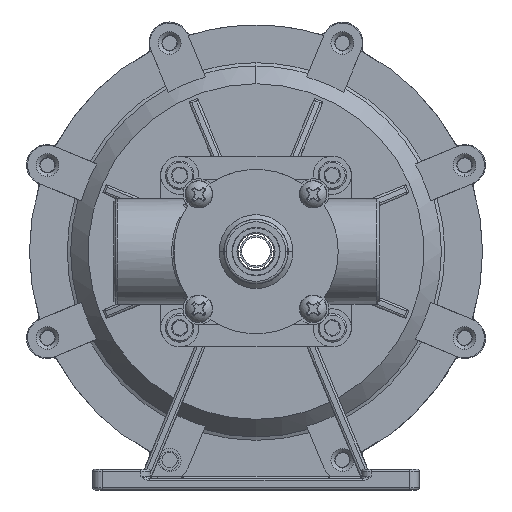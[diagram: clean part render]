
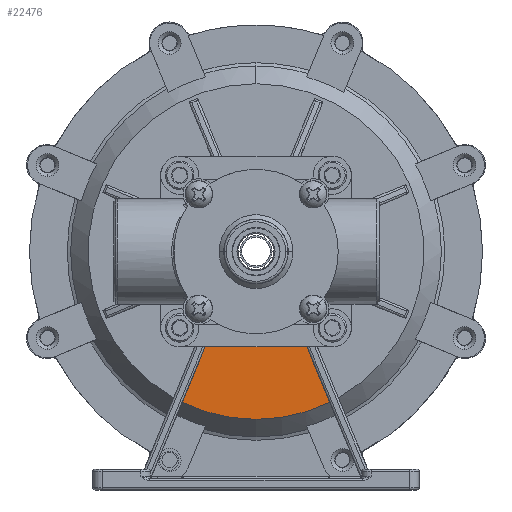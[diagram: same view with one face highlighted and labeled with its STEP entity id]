
A CAD part, front view. The second image highlights one B-rep face of the part: STEP entity #22476.
In plain terms, the highlighted planar face has unit normal (0, -1, 0).
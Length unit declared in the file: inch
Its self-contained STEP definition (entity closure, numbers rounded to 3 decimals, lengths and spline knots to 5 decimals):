
#466 = EDGE_CURVE ( 'NONE', #4029, #13935, #5886, .T. ) ;
#3376 = ORIENTED_EDGE ( 'NONE', *, *, #12353, .F. ) ;
#4029 = VERTEX_POINT ( 'NONE', #18717 ) ;
#4264 = ORIENTED_EDGE ( 'NONE', *, *, #466, .F. ) ;
#4480 = CARTESIAN_POINT ( 'NONE',  ( -0.28613, 0.167, -0.33148 ) ) ;
#5192 = LINE ( 'NONE', #19487, #44805 ) ;
#5886 = CIRCLE ( 'NONE', #15837, 2.2 ) ;
#8579 = EDGE_CURVE ( 'NONE', #4029, #37064, #5192, .T. ) ;
#9005 = DIRECTION ( 'NONE',  ( -0.383, 0., 0.924 ) ) ;
#12353 = EDGE_CURVE ( 'NONE', #56274, #37064, #33048, .T. ) ;
#12412 = DIRECTION ( 'NONE',  ( 0., 1., 0. ) ) ;
#13036 = DIRECTION ( 'NONE',  ( 0., 0., 1. ) ) ;
#13935 = VERTEX_POINT ( 'NONE', #17992 ) ;
#14107 = LINE ( 'NONE', #4480, #14625 ) ;
#14625 = VECTOR ( 'NONE', #56075, 39.37008 ) ;
#15837 = AXIS2_PLACEMENT_3D ( 'NONE', #60618, #12412, #13036 ) ;
#17426 = DIRECTION ( 'NONE',  ( 0., 1., 0. ) ) ;
#17992 = CARTESIAN_POINT ( 'NONE',  ( -0.96729, 0.167, -1.97594 ) ) ;
#18717 = CARTESIAN_POINT ( 'NONE',  ( 0.96729, 0.167, -1.97594 ) ) ;
#19487 = CARTESIAN_POINT ( 'NONE',  ( 0.28613, 0.167, -0.33148 ) ) ;
#20948 = CARTESIAN_POINT ( 'NONE',  ( -0.6666, 0.167, -1.25 ) ) ;
#22476 = ADVANCED_FACE ( 'NONE', ( #60026 ), #31429, .F. ) ;
#27370 = CARTESIAN_POINT ( 'NONE',  ( 0., 0.167, -0.45 ) ) ;
#31429 = PLANE ( 'NONE',  #39201 ) ;
#33048 = LINE ( 'NONE', #61028, #43381 ) ;
#34711 = EDGE_LOOP ( 'NONE', ( #3376, #40076, #4264, #49007 ) ) ;
#37064 = VERTEX_POINT ( 'NONE', #37500 ) ;
#37500 = CARTESIAN_POINT ( 'NONE',  ( 0.6666, 0.167, -1.25 ) ) ;
#39201 = AXIS2_PLACEMENT_3D ( 'NONE', #27370, #17426, #46685 ) ;
#40076 = ORIENTED_EDGE ( 'NONE', *, *, #46399, .T. ) ;
#42385 = DIRECTION ( 'NONE',  ( 1., 0., 0. ) ) ;
#43381 = VECTOR ( 'NONE', #42385, 39.37008 ) ;
#44805 = VECTOR ( 'NONE', #9005, 39.37008 ) ;
#46399 = EDGE_CURVE ( 'NONE', #56274, #13935, #14107, .T. ) ;
#46685 = DIRECTION ( 'NONE',  ( 0., 0., 1. ) ) ;
#49007 = ORIENTED_EDGE ( 'NONE', *, *, #8579, .T. ) ;
#56075 = DIRECTION ( 'NONE',  ( -0.383, 0., -0.924 ) ) ;
#56274 = VERTEX_POINT ( 'NONE', #20948 ) ;
#60026 = FACE_OUTER_BOUND ( 'NONE', #34711, .T. ) ;
#60618 = CARTESIAN_POINT ( 'NONE',  ( 0., 0.167, 0. ) ) ;
#61028 = CARTESIAN_POINT ( 'NONE',  ( -1., 0.167, -1.25 ) ) ;
